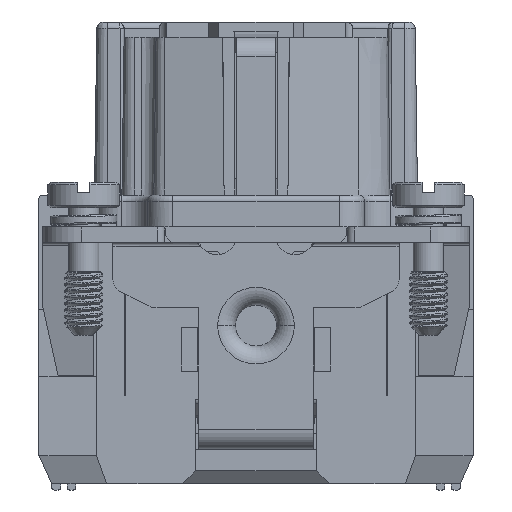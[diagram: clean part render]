
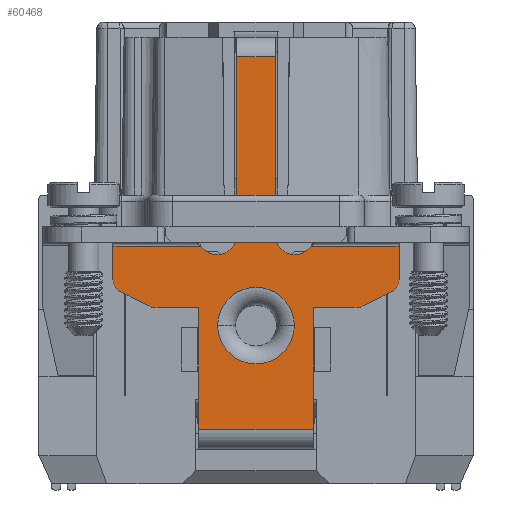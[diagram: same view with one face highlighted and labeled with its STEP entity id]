
A CAD part, front view. The second image highlights one B-rep face of the part: STEP entity #60468.
In plain terms, the highlighted planar face has unit normal (0, -1, 0).
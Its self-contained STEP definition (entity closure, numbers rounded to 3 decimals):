
#29554=FACE_BOUND('',#71210,.T.);
#29555=FACE_BOUND('',#71211,.T.);
#33108=PLANE('',#139472);
#43330=LINE('',#208301,#53817);
#43331=LINE('',#208305,#53818);
#43351=LINE('',#208350,#53838);
#43416=LINE('',#208505,#53903);
#43421=LINE('',#208519,#53908);
#43434=LINE('',#208549,#53921);
#43437=LINE('',#208555,#53924);
#43441=LINE('',#208567,#53928);
#43443=LINE('',#208575,#53930);
#43450=LINE('',#208634,#53937);
#43470=LINE('',#208689,#53957);
#43475=LINE('',#208701,#53962);
#43478=LINE('',#208707,#53965);
#43481=LINE('',#208715,#53968);
#43483=LINE('',#208721,#53970);
#43487=LINE('',#208733,#53974);
#43490=LINE('',#208784,#53977);
#43495=LINE('',#208796,#53982);
#53817=VECTOR('',#165228,1.);
#53818=VECTOR('',#165233,1.);
#53838=VECTOR('',#165267,1.);
#53903=VECTOR('',#165420,1.);
#53908=VECTOR('',#165431,1.);
#53921=VECTOR('',#165466,1.);
#53924=VECTOR('',#165471,1.);
#53928=VECTOR('',#165483,1.);
#53930=VECTOR('',#165493,1.);
#53937=VECTOR('',#165516,1.);
#53957=VECTOR('',#165574,1.);
#53962=VECTOR('',#165589,1.);
#53965=VECTOR('',#165594,1.);
#53968=VECTOR('',#165603,1.);
#53970=VECTOR('',#165611,1.);
#53974=VECTOR('',#165627,1.);
#53977=VECTOR('',#165636,1.);
#53982=VECTOR('',#165651,1.);
#60468=ADVANCED_FACE('',(#29554,#29555),#33108,.F.);
#71210=EDGE_LOOP('',(#103376,#103377));
#71211=EDGE_LOOP('',(#103378,#103379,#103380,#103381,#103382,#103383,#103384,
#103385,#103386,#103387,#103388,#103389,#103390,#103391,#103392,#103393,
#103394,#103395,#103396,#103397,#103398,#103399,#103400,#103401));
#73925=CIRCLE('',#139252,3.);
#73927=CIRCLE('',#139255,3.);
#73978=CIRCLE('',#139412,1.);
#73980=CIRCLE('',#139416,1.);
#73983=CIRCLE('',#139424,1.55);
#73994=CIRCLE('',#139452,1.);
#73995=CIRCLE('',#139455,1.);
#73998=CIRCLE('',#139464,1.55);
#103376=ORIENTED_EDGE('',*,*,#128901,.F.);
#103377=ORIENTED_EDGE('',*,*,#128903,.F.);
#103378=ORIENTED_EDGE('',*,*,#129221,.F.);
#103379=ORIENTED_EDGE('',*,*,#129219,.F.);
#103380=ORIENTED_EDGE('',*,*,#129216,.F.);
#103381=ORIENTED_EDGE('',*,*,#129210,.F.);
#103382=ORIENTED_EDGE('',*,*,#129209,.F.);
#103383=ORIENTED_EDGE('',*,*,#129207,.F.);
#103384=ORIENTED_EDGE('',*,*,#129205,.F.);
#103385=ORIENTED_EDGE('',*,*,#129203,.F.);
#103386=ORIENTED_EDGE('',*,*,#129200,.F.);
#103387=ORIENTED_EDGE('',*,*,#129194,.T.);
#103388=ORIENTED_EDGE('',*,*,#129022,.F.);
#103389=ORIENTED_EDGE('',*,*,#129043,.T.);
#103390=ORIENTED_EDGE('',*,*,#129119,.F.);
#103391=ORIENTED_EDGE('',*,*,#129125,.F.);
#103392=ORIENTED_EDGE('',*,*,#129141,.F.);
#103393=ORIENTED_EDGE('',*,*,#129144,.F.);
#103394=ORIENTED_EDGE('',*,*,#129147,.F.);
#103395=ORIENTED_EDGE('',*,*,#129150,.F.);
#103396=ORIENTED_EDGE('',*,*,#129153,.F.);
#103397=ORIENTED_EDGE('',*,*,#129154,.F.);
#103398=ORIENTED_EDGE('',*,*,#129020,.F.);
#103399=ORIENTED_EDGE('',*,*,#129164,.F.);
#103400=ORIENTED_EDGE('',*,*,#129165,.F.);
#103401=ORIENTED_EDGE('',*,*,#129227,.F.);
#113933=VERTEX_POINT('',#208051);
#113934=VERTEX_POINT('',#208053);
#113998=VERTEX_POINT('',#208300);
#113999=VERTEX_POINT('',#208302);
#114000=VERTEX_POINT('',#208306);
#114001=VERTEX_POINT('',#208307);
#114016=VERTEX_POINT('',#208348);
#114063=VERTEX_POINT('',#208504);
#114068=VERTEX_POINT('',#208517);
#114075=VERTEX_POINT('',#208548);
#114077=VERTEX_POINT('',#208554);
#114079=VERTEX_POINT('',#208560);
#114081=VERTEX_POINT('',#208566);
#114083=VERTEX_POINT('',#208572);
#114087=VERTEX_POINT('',#208631);
#114088=VERTEX_POINT('',#208635);
#114104=VERTEX_POINT('',#208690);
#114106=VERTEX_POINT('',#208702);
#114107=VERTEX_POINT('',#208706);
#114108=VERTEX_POINT('',#208710);
#114109=VERTEX_POINT('',#208714);
#114110=VERTEX_POINT('',#208718);
#114111=VERTEX_POINT('',#208722);
#114113=VERTEX_POINT('',#208734);
#114114=VERTEX_POINT('',#208781);
#114115=VERTEX_POINT('',#208785);
#128901=EDGE_CURVE('',#113934,#113933,#73925,.T.);
#128903=EDGE_CURVE('',#113933,#113934,#73927,.T.);
#129020=EDGE_CURVE('',#113998,#113999,#43330,.T.);
#129022=EDGE_CURVE('',#114000,#114001,#43331,.T.);
#129043=EDGE_CURVE('',#114000,#114016,#43351,.T.);
#129119=EDGE_CURVE('',#114063,#114016,#43416,.T.);
#129125=EDGE_CURVE('',#114068,#114063,#43421,.T.);
#129141=EDGE_CURVE('',#114075,#114068,#43434,.T.);
#129144=EDGE_CURVE('',#114077,#114075,#43437,.T.);
#129147=EDGE_CURVE('',#114079,#114077,#73978,.T.);
#129150=EDGE_CURVE('',#114081,#114079,#43441,.T.);
#129153=EDGE_CURVE('',#114083,#114081,#73980,.T.);
#129154=EDGE_CURVE('',#113999,#114083,#43443,.T.);
#129164=EDGE_CURVE('',#114087,#113998,#73983,.T.);
#129165=EDGE_CURVE('',#114088,#114087,#43450,.T.);
#129194=EDGE_CURVE('',#114104,#114001,#43470,.T.);
#129200=EDGE_CURVE('',#114104,#114106,#43475,.T.);
#129203=EDGE_CURVE('',#114106,#114107,#43478,.T.);
#129205=EDGE_CURVE('',#114107,#114108,#73994,.T.);
#129207=EDGE_CURVE('',#114108,#114109,#43481,.T.);
#129209=EDGE_CURVE('',#114109,#114110,#73995,.T.);
#129210=EDGE_CURVE('',#114110,#114111,#43483,.T.);
#129216=EDGE_CURVE('',#114111,#114113,#43487,.T.);
#129219=EDGE_CURVE('',#114113,#114114,#73998,.T.);
#129221=EDGE_CURVE('',#114114,#114115,#43490,.T.);
#129227=EDGE_CURVE('',#114115,#114088,#43495,.T.);
#139252=AXIS2_PLACEMENT_3D('',#208054,#164966,#164967);
#139255=AXIS2_PLACEMENT_3D('',#208057,#164972,#164973);
#139412=AXIS2_PLACEMENT_3D('',#208561,#165477,#165478);
#139416=AXIS2_PLACEMENT_3D('',#208573,#165489,#165490);
#139424=AXIS2_PLACEMENT_3D('',#208632,#165512,#165513);
#139452=AXIS2_PLACEMENT_3D('',#208711,#165598,#165599);
#139455=AXIS2_PLACEMENT_3D('',#208719,#165607,#165608);
#139464=AXIS2_PLACEMENT_3D('',#208780,#165631,#165632);
#139472=AXIS2_PLACEMENT_3D('',#208798,#165654,#165655);
#164966=DIRECTION('',(0.,-1.,0.));
#164967=DIRECTION('',(-1.,0.,0.));
#164972=DIRECTION('',(0.,-1.,0.));
#164973=DIRECTION('',(1.,0.,0.));
#165228=DIRECTION('',(1.,0.,0.));
#165233=DIRECTION('',(0.,0.,1.));
#165267=DIRECTION('',(1.,0.,0.));
#165420=DIRECTION('',(0.,0.,-1.));
#165431=DIRECTION('',(0.,0.,-1.));
#165466=DIRECTION('',(0.,0.,-1.));
#165471=DIRECTION('',(-1.,0.,0.));
#165477=DIRECTION('',(0.,1.,0.));
#165478=DIRECTION('',(0.456,0.,-0.89));
#165483=DIRECTION('',(-0.89,0.,-0.456));
#165489=DIRECTION('',(0.,1.,0.));
#165490=DIRECTION('',(1.,0.,0.));
#165493=DIRECTION('',(0.,0.,-1.));
#165512=DIRECTION('',(0.,-1.,0.));
#165513=DIRECTION('',(-1.,0.,0.));
#165516=DIRECTION('',(0.,0.,-1.));
#165574=DIRECTION('',(0.,0.,-1.));
#165589=DIRECTION('',(0.,0.,1.));
#165594=DIRECTION('',(-1.,0.,0.));
#165598=DIRECTION('',(0.,1.,0.));
#165599=DIRECTION('',(0.,0.,-1.));
#165603=DIRECTION('',(-0.89,0.,0.456));
#165607=DIRECTION('',(0.,1.,0.));
#165608=DIRECTION('',(-0.456,0.,-0.89));
#165611=DIRECTION('',(0.,0.,1.));
#165627=DIRECTION('',(1.,0.,0.));
#165631=DIRECTION('',(0.,-1.,0.));
#165632=DIRECTION('',(-0.824,0.,-0.567));
#165636=DIRECTION('',(0.,0.,1.));
#165651=DIRECTION('',(1.,0.,0.));
#165654=DIRECTION('',(0.,1.,0.));
#165655=DIRECTION('',(1.,0.,0.));
#208051=CARTESIAN_POINT('',(3.,-22.8,-48.229));
#208053=CARTESIAN_POINT('',(-3.,-22.8,-48.229));
#208054=CARTESIAN_POINT('',(0.,-22.8,-48.229));
#208057=CARTESIAN_POINT('',(0.,-22.8,-48.229));
#208300=CARTESIAN_POINT('',(4.327,-22.8,-42.));
#208301=CARTESIAN_POINT('',(4.327,-22.8,-42.));
#208302=CARTESIAN_POINT('',(11.2,-22.8,-42.));
#208305=CARTESIAN_POINT('',(-4.5,-22.8,-56.4));
#208306=CARTESIAN_POINT('',(-4.5,-22.8,-56.4));
#208307=CARTESIAN_POINT('',(-4.5,-22.8,-51.785));
#208348=CARTESIAN_POINT('',(4.5,-22.8,-56.4));
#208350=CARTESIAN_POINT('',(-4.5,-22.8,-56.4));
#208504=CARTESIAN_POINT('',(4.5,-22.8,-51.785));
#208505=CARTESIAN_POINT('',(4.5,-22.8,-51.785));
#208517=CARTESIAN_POINT('',(4.5,-22.8,-48.385));
#208519=CARTESIAN_POINT('',(4.5,-22.8,-48.385));
#208548=CARTESIAN_POINT('',(4.5,-22.8,-46.785));
#208549=CARTESIAN_POINT('',(4.5,-22.8,-46.785));
#208554=CARTESIAN_POINT('',(7.99,-22.8,-46.785));
#208555=CARTESIAN_POINT('',(7.99,-22.8,-46.785));
#208560=CARTESIAN_POINT('',(8.446,-22.8,-46.675));
#208561=CARTESIAN_POINT('',(7.99,-22.8,-45.785));
#208566=CARTESIAN_POINT('',(10.656,-22.8,-45.541));
#208567=CARTESIAN_POINT('',(10.656,-22.8,-45.541));
#208572=CARTESIAN_POINT('',(11.2,-22.8,-44.651));
#208573=CARTESIAN_POINT('',(10.2,-22.8,-44.651));
#208575=CARTESIAN_POINT('',(11.2,-22.8,-42.));
#208631=CARTESIAN_POINT('',(1.5,-22.8,-41.121));
#208632=CARTESIAN_POINT('',(3.05,-22.8,-41.121));
#208634=CARTESIAN_POINT('',(1.5,-22.8,-27.173));
#208635=CARTESIAN_POINT('',(1.5,-22.8,-27.173));
#208689=CARTESIAN_POINT('',(-4.5,-22.8,-48.385));
#208690=CARTESIAN_POINT('',(-4.5,-22.8,-48.385));
#208701=CARTESIAN_POINT('',(-4.5,-22.8,-48.385));
#208702=CARTESIAN_POINT('',(-4.5,-22.8,-46.785));
#208706=CARTESIAN_POINT('',(-7.99,-22.8,-46.785));
#208707=CARTESIAN_POINT('',(-4.5,-22.8,-46.785));
#208710=CARTESIAN_POINT('',(-8.446,-22.8,-46.675));
#208711=CARTESIAN_POINT('',(-7.99,-22.8,-45.785));
#208714=CARTESIAN_POINT('',(-10.656,-22.8,-45.541));
#208715=CARTESIAN_POINT('',(-8.446,-22.8,-46.675));
#208718=CARTESIAN_POINT('',(-11.2,-22.8,-44.651));
#208719=CARTESIAN_POINT('',(-10.2,-22.8,-44.651));
#208721=CARTESIAN_POINT('',(-11.2,-22.8,-44.651));
#208722=CARTESIAN_POINT('',(-11.2,-22.8,-42.));
#208733=CARTESIAN_POINT('',(-11.2,-22.8,-42.));
#208734=CARTESIAN_POINT('',(-4.327,-22.8,-42.));
#208780=CARTESIAN_POINT('',(-3.05,-22.8,-41.121));
#208781=CARTESIAN_POINT('',(-1.5,-22.8,-41.121));
#208784=CARTESIAN_POINT('',(-1.5,-22.8,-41.121));
#208785=CARTESIAN_POINT('',(-1.5,-22.8,-27.173));
#208796=CARTESIAN_POINT('',(-1.5,-22.8,-27.173));
#208798=CARTESIAN_POINT('',(0.,-22.8,-35.529));
